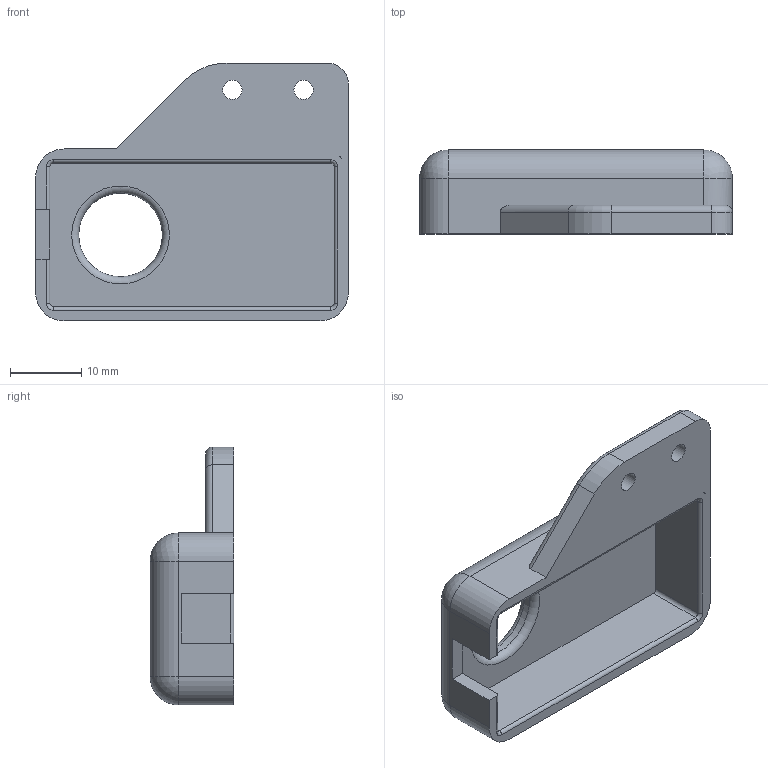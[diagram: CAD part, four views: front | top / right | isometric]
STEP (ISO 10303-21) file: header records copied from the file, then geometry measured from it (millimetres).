
FILE_DESCRIPTION(/* description */ (''),/* implementation_level */ '2;1');
FILE_NAME(/* name */ 'servo-back-hole-top.step',/* time_stamp */ '2023-07-27T12:19:03+03:00',/* author */ (''),/* organization */ (''),/* preprocessor_version */ 'ST-DEVELOPER v20',/* originating_system */ 'Autodesk Translation Framework v12.9.0.99',/* authorisation */ '');
FILE_SCHEMA (('AUTOMOTIVE_DESIGN { 1 0 10303 214 3 1 1 }'));
Length unit declared in the file: millimetre
Products named in the file (1): (Unsaved)
Bounding box: 43.97 x 11.8 x 36.27 mm (x, y, z)
Volume: 5640.1 mm3; surface area: 4948.4 mm2
Topology: 1 solids, 1 shells, 57 faces, 143 edges, 87 vertices
Faces by surface type: cylinder 26, plane 17, torus 8, sphere 4, cone 2
Full cylindrical faces by diameter (mm): 2.7 x2, 11.75 x1
Entity records: 1763 total; most frequent: DIRECTION 325, CARTESIAN_POINT 293, ORIENTED_EDGE 286, EDGE_CURVE 143, AXIS2_PLACEMENT_3D 125, VERTEX_POINT 87, LINE 75, VECTOR 75
